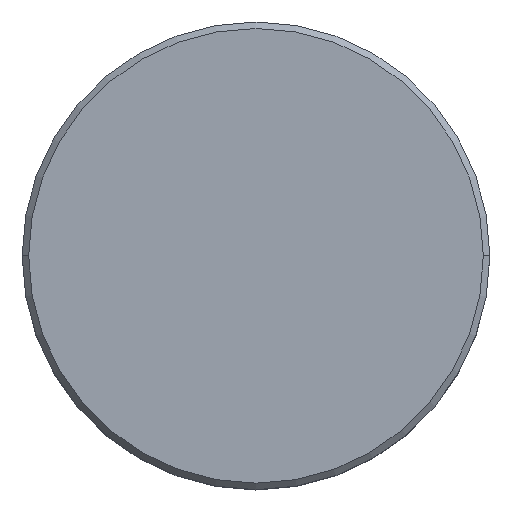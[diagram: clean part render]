
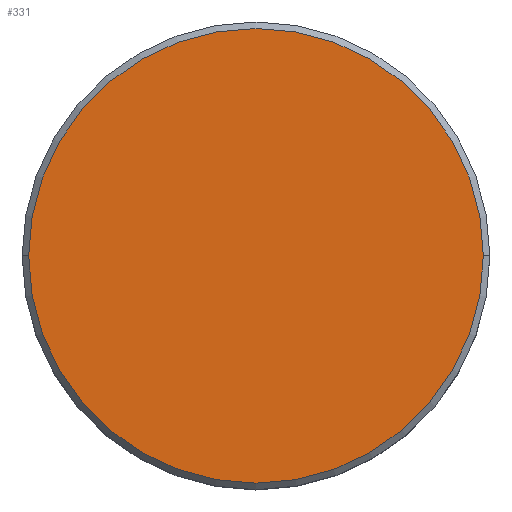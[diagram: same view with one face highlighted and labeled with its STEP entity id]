
A CAD part, top view. The second image highlights one B-rep face of the part: STEP entity #331.
In plain terms, the highlighted planar face has unit normal (0, 0, 1).
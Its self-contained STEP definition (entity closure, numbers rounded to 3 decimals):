
#13 = EDGE_CURVE ( 'NONE', #419, #151, #415, .T. ) ;
#33 = DIRECTION ( 'NONE',  ( 1., 0., 0. ) ) ;
#52 = DIRECTION ( 'NONE',  ( 0., 0., 1. ) ) ;
#57 = DIRECTION ( 'NONE',  ( 1., 0., 0. ) ) ;
#64 = FACE_OUTER_BOUND ( 'NONE', #196, .T. ) ;
#114 = ORIENTED_EDGE ( 'NONE', *, *, #312, .T. ) ;
#127 = AXIS2_PLACEMENT_3D ( 'NONE', #174, #318, #33 ) ;
#151 = VERTEX_POINT ( 'NONE', #274 ) ;
#174 = CARTESIAN_POINT ( 'NONE',  ( 0., 0., 0. ) ) ;
#196 = EDGE_LOOP ( 'NONE', ( #332, #114 ) ) ;
#198 = AXIS2_PLACEMENT_3D ( 'NONE', #427, #393, #238 ) ;
#238 = DIRECTION ( 'NONE',  ( 1., 0., 0. ) ) ;
#274 = CARTESIAN_POINT ( 'NONE',  ( 17.5, 0., 0. ) ) ;
#275 = PLANE ( 'NONE',  #127 ) ;
#299 = AXIS2_PLACEMENT_3D ( 'NONE', #380, #52, #57 ) ;
#312 = EDGE_CURVE ( 'NONE', #151, #419, #335, .T. ) ;
#318 = DIRECTION ( 'NONE',  ( 0., 0., 1. ) ) ;
#331 = ADVANCED_FACE ( 'NONE', ( #64 ), #275, .T. ) ;
#332 = ORIENTED_EDGE ( 'NONE', *, *, #13, .T. ) ;
#335 = CIRCLE ( 'NONE', #198, 17.5 ) ;
#380 = CARTESIAN_POINT ( 'NONE',  ( 0., 0., 0. ) ) ;
#393 = DIRECTION ( 'NONE',  ( 0., 0., 1. ) ) ;
#408 = CARTESIAN_POINT ( 'NONE',  ( -17.5, 0., 0. ) ) ;
#415 = CIRCLE ( 'NONE', #299, 17.5 ) ;
#419 = VERTEX_POINT ( 'NONE', #408 ) ;
#427 = CARTESIAN_POINT ( 'NONE',  ( 0., 0., 0. ) ) ;
